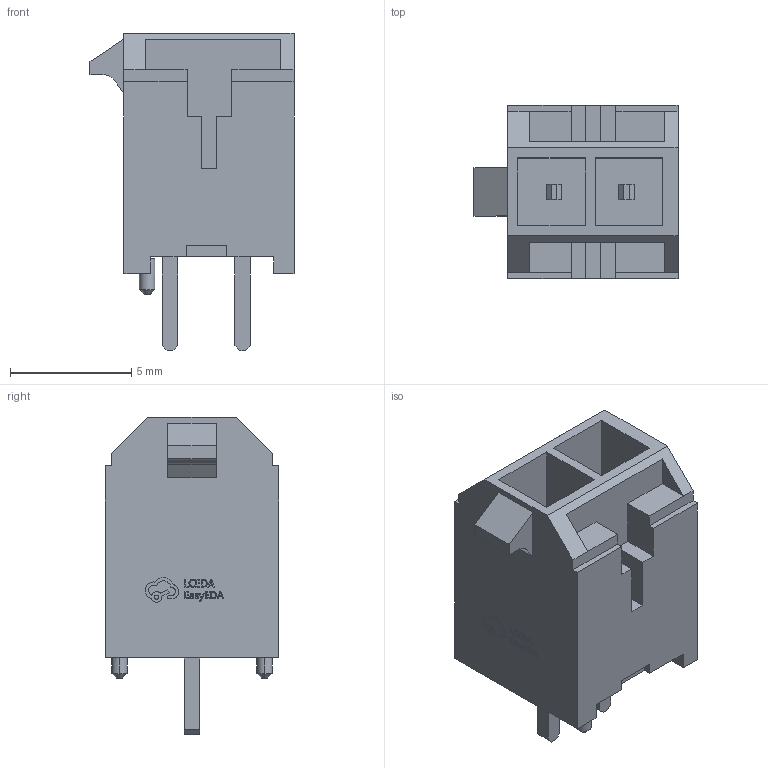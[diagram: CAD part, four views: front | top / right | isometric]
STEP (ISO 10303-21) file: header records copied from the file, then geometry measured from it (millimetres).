
FILE_DESCRIPTION (( 'STEP AP214' ), '1' );
FILE_NAME ('CONN-TH_430450212.step', '2022-08-03T17:11:51', ( '' ), ( '' ), 'SwSTEP 2.0', 'SolidWorks 2020', '' );
FILE_SCHEMA (( 'AUTOMOTIVE_DESIGN' ));
Length unit declared in the file: millimetre
Products named in the file (1): CONN-TH_430450212
Bounding box: 8.42 x 7.15 x 13.09 mm (x, y, z)
Volume: 325.7 mm3; surface area: 605.7 mm2
Topology: 14 solids, 14 shells, 400 faces, 1066 edges, 708 vertices
Faces by surface type: plane 277, bspline 114, cylinder 5, cone 4
Entity records: 17347 total; most frequent: CARTESIAN_POINT 4537, ORIENTED_EDGE 2132, DIRECTION 1426, EDGE_CURVE 1066, LINE 816, VECTOR 816, VERTEX_POINT 708, EDGE_LOOP 426
